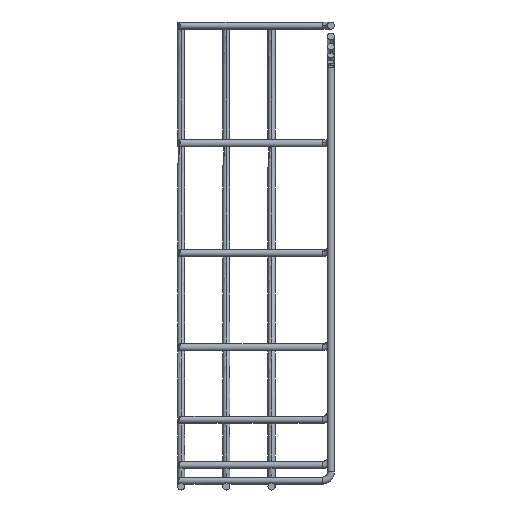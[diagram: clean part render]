
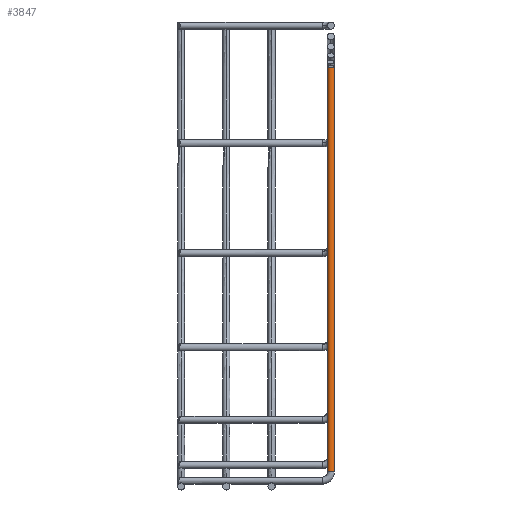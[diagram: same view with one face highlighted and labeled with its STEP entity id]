
A CAD part, left-side view. The second image highlights one B-rep face of the part: STEP entity #3847.
In plain terms, the highlighted cylindrical face has radius 2.35 mm (diameter 4.7 mm), a partial arc.
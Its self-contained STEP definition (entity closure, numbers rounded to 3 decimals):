
#77 = FACE_OUTER_BOUND ( 'NONE', #3750, .T. ) ;
#224 = VERTEX_POINT ( 'NONE', #402 ) ;
#293 = ORIENTED_EDGE ( 'NONE', *, *, #598, .F. ) ;
#400 = AXIS2_PLACEMENT_3D ( 'NONE', #3390, #1502, #3703 ) ;
#402 = CARTESIAN_POINT ( 'NONE',  ( 0., -104.1, -296.25 ) ) ;
#471 = CARTESIAN_POINT ( 'NONE',  ( 0., -104.1, -296.25 ) ) ;
#598 = EDGE_CURVE ( 'NONE', #224, #2524, #2400, .T. ) ;
#620 = LINE ( 'NONE', #471, #1344 ) ;
#691 = DIRECTION ( 'NONE',  ( 0., 0., 1. ) ) ;
#777 = DIRECTION ( 'NONE',  ( 0., 0., 1. ) ) ;
#1140 = EDGE_CURVE ( 'NONE', #2524, #3963, #2991, .T. ) ;
#1186 = ORIENTED_EDGE ( 'NONE', *, *, #1906, .T. ) ;
#1271 = DIRECTION ( 'NONE',  ( 0., -1., 0. ) ) ;
#1344 = VECTOR ( 'NONE', #777, 1000. ) ;
#1502 = DIRECTION ( 'NONE',  ( 0., 0., -1. ) ) ;
#1531 = VERTEX_POINT ( 'NONE', #1872 ) ;
#1539 = CYLINDRICAL_SURFACE ( 'NONE', #3310, 2.35 ) ;
#1585 = CARTESIAN_POINT ( 'NONE',  ( 0., -101.75, -296.25 ) ) ;
#1639 = CARTESIAN_POINT ( 'NONE',  ( 0., -99.4, -296.25 ) ) ;
#1810 = CARTESIAN_POINT ( 'NONE',  ( 0., -101.75, -296.25 ) ) ;
#1823 = DIRECTION ( 'NONE',  ( 0., 0., -1. ) ) ;
#1840 = DIRECTION ( 'NONE',  ( 0., 1., 0. ) ) ;
#1872 = CARTESIAN_POINT ( 'NONE',  ( 0., -104.1, -28. ) ) ;
#1906 = EDGE_CURVE ( 'NONE', #1531, #3963, #3299, .T. ) ;
#2151 = VECTOR ( 'NONE', #691, 1000. ) ;
#2400 = CIRCLE ( 'NONE', #2482, 2.35 ) ;
#2482 = AXIS2_PLACEMENT_3D ( 'NONE', #1810, #1823, #1840 ) ;
#2524 = VERTEX_POINT ( 'NONE', #3107 ) ;
#2586 = ORIENTED_EDGE ( 'NONE', *, *, #3178, .T. ) ;
#2623 = ORIENTED_EDGE ( 'NONE', *, *, #1140, .F. ) ;
#2991 = LINE ( 'NONE', #1639, #2151 ) ;
#3107 = CARTESIAN_POINT ( 'NONE',  ( 0., -99.4, -296.25 ) ) ;
#3160 = DIRECTION ( 'NONE',  ( 0., 0., 1. ) ) ;
#3178 = EDGE_CURVE ( 'NONE', #224, #1531, #620, .T. ) ;
#3251 = CARTESIAN_POINT ( 'NONE',  ( 0., -99.4, -28. ) ) ;
#3299 = CIRCLE ( 'NONE', #400, 2.35 ) ;
#3310 = AXIS2_PLACEMENT_3D ( 'NONE', #1585, #3160, #1271 ) ;
#3390 = CARTESIAN_POINT ( 'NONE',  ( 0., -101.75, -28. ) ) ;
#3703 = DIRECTION ( 'NONE',  ( 0., 1., 0. ) ) ;
#3750 = EDGE_LOOP ( 'NONE', ( #2623, #293, #2586, #1186 ) ) ;
#3847 = ADVANCED_FACE ( 'NONE', ( #77 ), #1539, .T. ) ;
#3963 = VERTEX_POINT ( 'NONE', #3251 ) ;
